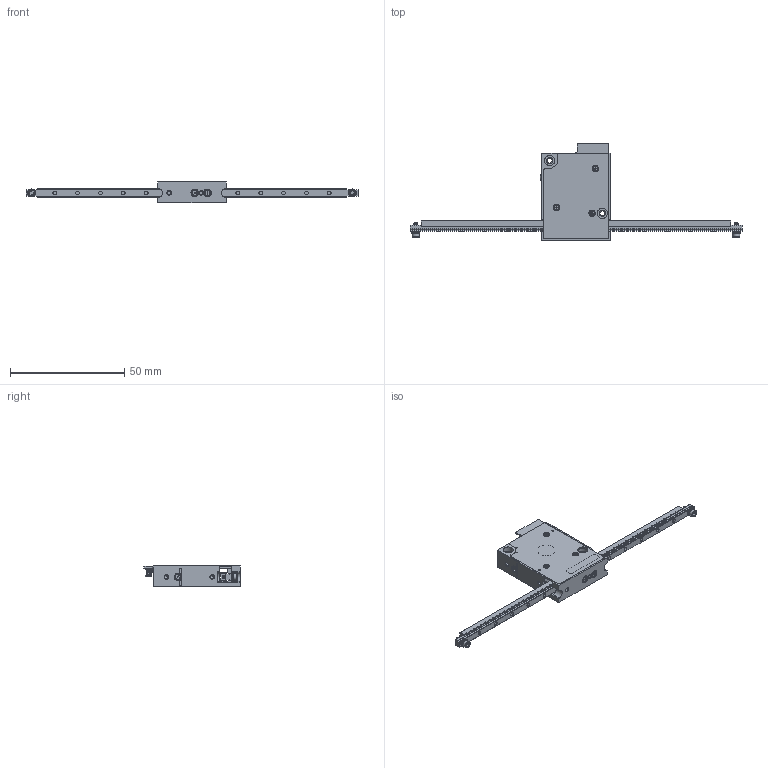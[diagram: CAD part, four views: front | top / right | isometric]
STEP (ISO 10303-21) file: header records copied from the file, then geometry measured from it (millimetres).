
FILE_DESCRIPTION(/* description */ (''),/* implementation_level */ '2;1');
FILE_NAME(/* name */ 'XLA_3_145_assy_F2.stp',/* time_stamp */ '2024-01-30T15:44:00+01:00',/* author */ (''),/* organization */ (''),/* preprocessor_version */ 'ST-DEVELOPER v16',/* originating_system */ 'SIEMENS PLM Software NX 10.0',/* authorisation */ '');
FILE_SCHEMA (('AUTOMOTIVE_DESIGN { 1 0 10303 214 3 1 1 1 }'));
Products named in the file (22): 525591452_stp; 525591252_stp; 527451497_Gold; 527451297_Gold; O-ring_Di1_Do3; rondsel_DIN433_M1_6; XLA_3_damping_foil_135_B; Bout_M1_6_L5; linear_encoder_135; ceramic_ruler_W3_T2_L135; rail-0145_step; Part1_carriage; Part2_carriage; CSPPN1P-ST3W-M2-1_5_214_step; XLA_3_cover_A; CSPPN1P-ST3W-M2-3_214_step; PACK-SMIB1.6-3_stp; XLA_3_body_E2; XLA_3_top_PCB_B; XLA_3_tractielat_145_B; carriage; XLA_3_145_assy_F2
Assembly tree (30 placements, depth 3):
  XLA_3_145_assy_F2
    carriage
      Part2_carriage  x2
      Part1_carriage
    XLA_3_body_E2
    XLA_3_tractielat_145_B
      rail-0145_step
      ceramic_ruler_W3_T2_L135
      linear_encoder_135
      Bout_M1_6_L5  x2
      XLA_3_damping_foil_135_B
      rondsel_DIN433_M1_6  x4
      O-ring_Di1_Do3  x2
    XLA_3_top_PCB_B
      527451297_Gold
      527451497_Gold
      525591252_stp
      525591452_stp
    PACK-SMIB1.6-3_stp  x3
    CSPPN1P-ST3W-M2-3_214_step  x2
    XLA_3_cover_A
    CSPPN1P-ST3W-M2-1_5_214_step
Bounding box: 145 x 42 x 9.45 mm (x, y, z)
Volume: 11278.3 mm3; surface area: 15546.8 mm2
Topology: 28 solids, 28 shells, 2881 faces, 8381 edges, 5482 vertices
Faces by surface type: plane 2340, cylinder 413, cone 52, sphere 36, torus 31, bspline 9
Full cylindrical faces by diameter (mm): 1 x2, 1.25 x3, 1.6 x8, 1.7 x4, 1.8 x3, 2.135 x2, 2.2 x2, 2.4 x3, 2.8 x3, 3 x2, 3.4 x2, 3.5 x4, 4.4 x4, 8 x1
Entity records: 93501 total; most frequent: CARTESIAN_POINT 19905, ORIENTED_EDGE 15730, DIRECTION 14213, EDGE_CURVE 7865, LINE 6931, VECTOR 6931, VERTEX_POINT 5194, AXIS2_PLACEMENT_3D 3641
